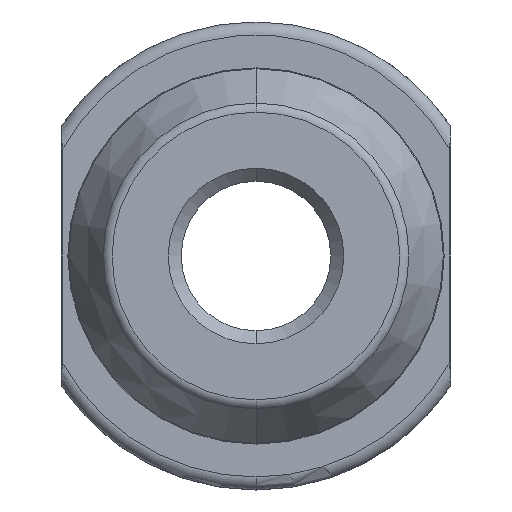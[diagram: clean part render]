
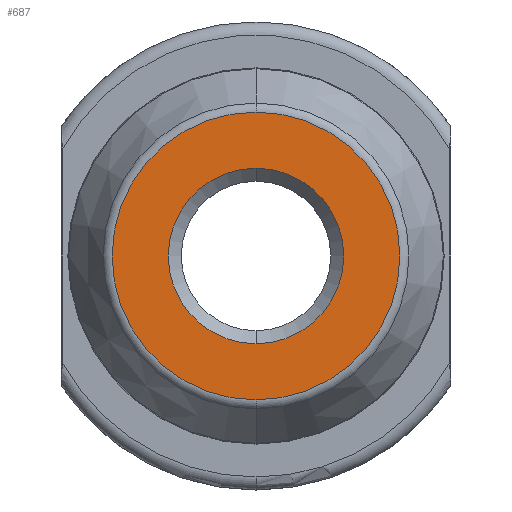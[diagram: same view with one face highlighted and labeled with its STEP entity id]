
A CAD part, left-side view. The second image highlights one B-rep face of the part: STEP entity #687.
In plain terms, the highlighted planar face has unit normal (-1, 0, 0).
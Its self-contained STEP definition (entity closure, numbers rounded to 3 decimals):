
#32 = DIRECTION ( 'NONE',  ( 0., 0., -1. ) ) ;
#279 = AXIS2_PLACEMENT_3D ( 'NONE', #5486, #2770, #32 ) ;
#287 = AXIS2_PLACEMENT_3D ( 'NONE', #4432, #1705, #4877 ) ;
#370 = AXIS2_PLACEMENT_3D ( 'NONE', #3590, #3594, #3606 ) ;
#630 = ORIENTED_EDGE ( 'NONE', *, *, #3733, .T. ) ;
#687 = ADVANCED_FACE ( 'NONE', ( #897, #4412 ), #4013, .F. ) ;
#746 = VERTEX_POINT ( 'NONE', #2618 ) ;
#822 = CIRCLE ( 'NONE', #370, 6.75 ) ;
#897 = FACE_BOUND ( 'NONE', #4583, .T. ) ;
#1164 = EDGE_CURVE ( 'NONE', #746, #4644, #822, .T. ) ;
#1177 = AXIS2_PLACEMENT_3D ( 'NONE', #4060, #4099, #4001 ) ;
#1343 = CARTESIAN_POINT ( 'NONE',  ( 0., 0., 6.75 ) ) ;
#1399 = EDGE_LOOP ( 'NONE', ( #630, #5327 ) ) ;
#1590 = EDGE_CURVE ( 'NONE', #2894, #2227, #3200, .T. ) ;
#1705 = DIRECTION ( 'NONE',  ( -1., 0., 0. ) ) ;
#1869 = ORIENTED_EDGE ( 'NONE', *, *, #1164, .T. ) ;
#2227 = VERTEX_POINT ( 'NONE', #3418 ) ;
#2618 = CARTESIAN_POINT ( 'NONE',  ( 0., 0., -6.75 ) ) ;
#2720 = AXIS2_PLACEMENT_3D ( 'NONE', #3084, #2931, #3306 ) ;
#2770 = DIRECTION ( 'NONE',  ( 1., 0., 0. ) ) ;
#2894 = VERTEX_POINT ( 'NONE', #3331 ) ;
#2931 = DIRECTION ( 'NONE',  ( -1., 0., 0. ) ) ;
#3076 = ORIENTED_EDGE ( 'NONE', *, *, #5169, .T. ) ;
#3084 = CARTESIAN_POINT ( 'NONE',  ( 0., 0., 0. ) ) ;
#3200 = CIRCLE ( 'NONE', #2720, 11.069 ) ;
#3306 = DIRECTION ( 'NONE',  ( 0., 0., -1. ) ) ;
#3331 = CARTESIAN_POINT ( 'NONE',  ( 0., 0., 11.069 ) ) ;
#3418 = CARTESIAN_POINT ( 'NONE',  ( 0., 0., -11.069 ) ) ;
#3454 = CIRCLE ( 'NONE', #279, 6.75 ) ;
#3590 = CARTESIAN_POINT ( 'NONE',  ( 0., 0., 0. ) ) ;
#3594 = DIRECTION ( 'NONE',  ( 1., 0., 0. ) ) ;
#3606 = DIRECTION ( 'NONE',  ( 0., 0., -1. ) ) ;
#3733 = EDGE_CURVE ( 'NONE', #2227, #2894, #4873, .T. ) ;
#4001 = DIRECTION ( 'NONE',  ( 0., 0., -1. ) ) ;
#4013 = PLANE ( 'NONE',  #1177 ) ;
#4060 = CARTESIAN_POINT ( 'NONE',  ( 0., 0., -11.531 ) ) ;
#4099 = DIRECTION ( 'NONE',  ( 1., 0., 0. ) ) ;
#4412 = FACE_OUTER_BOUND ( 'NONE', #1399, .T. ) ;
#4432 = CARTESIAN_POINT ( 'NONE',  ( 0., 0., 0. ) ) ;
#4583 = EDGE_LOOP ( 'NONE', ( #3076, #1869 ) ) ;
#4644 = VERTEX_POINT ( 'NONE', #1343 ) ;
#4873 = CIRCLE ( 'NONE', #287, 11.069 ) ;
#4877 = DIRECTION ( 'NONE',  ( 0., 0., -1. ) ) ;
#5169 = EDGE_CURVE ( 'NONE', #4644, #746, #3454, .T. ) ;
#5327 = ORIENTED_EDGE ( 'NONE', *, *, #1590, .T. ) ;
#5486 = CARTESIAN_POINT ( 'NONE',  ( 0., 0., 0. ) ) ;
